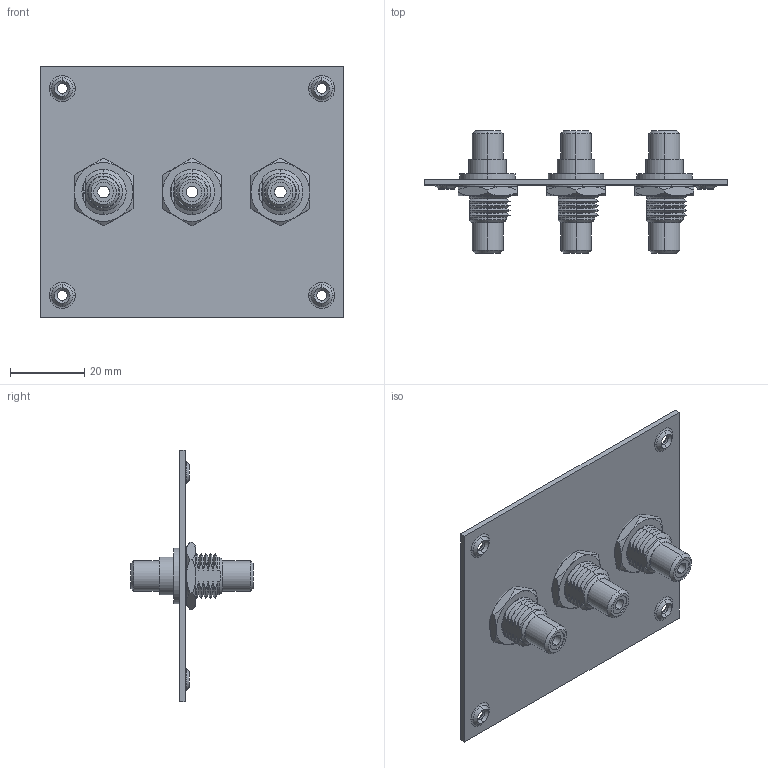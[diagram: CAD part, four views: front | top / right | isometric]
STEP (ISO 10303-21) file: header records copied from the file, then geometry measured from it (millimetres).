
FILE_DESCRIPTION (( 'STEP AP214' ), '1' );
FILE_NAME ('USP3RCA-CB.STEP', '2007-12-04T21:02:22', ( ' ' ), ( ' ' ), 'SwSTEP 2.0', 'SolidWorks 2007', '' );
FILE_SCHEMA (( 'AUTOMOTIVE_DESIGN' ));
Length unit declared in the file: inch
Products named in the file (6): USP3RCA-CB; 1AR06-004_USP-A3; 3AA03-005; BA400; 3AA02-008
Assembly tree (7 placements, depth 3):
  USP3RCA-CB
    BA400  x3
      BA400
      3AA03-005
      3AA02-008
    1AR06-004_USP-A3
Bounding box: 82.04 x 33.02 x 68.07 mm (x, y, z)
Volume: 15633.6 mm3; surface area: 18837.8 mm2
Topology: 10 solids, 10 shells, 696 faces, 1768 edges, 1110 vertices
Faces by surface type: cylinder 269, cone 222, plane 189, torus 16
Entity records: 10111 total; most frequent: CARTESIAN_POINT 1718, DIRECTION 1549, ORIENTED_EDGE 1412, EDGE_CURVE 706, AXIS2_PLACEMENT_3D 615, VERTEX_POINT 446, CIRCLE 330, LINE 319
